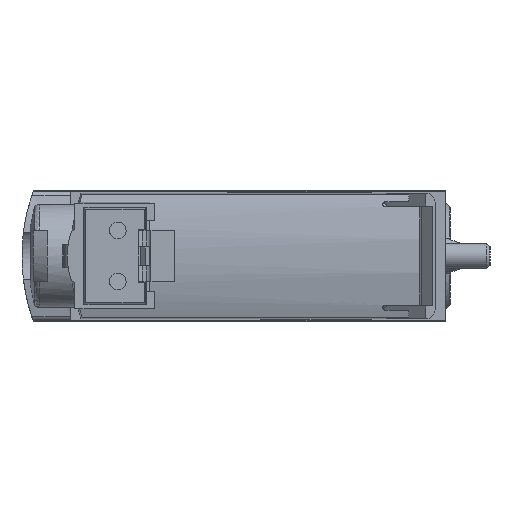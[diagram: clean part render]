
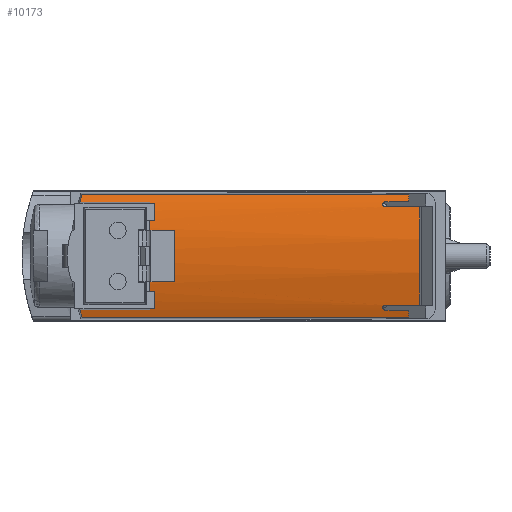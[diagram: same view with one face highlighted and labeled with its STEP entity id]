
A CAD part, left-side view. The second image highlights one B-rep face of the part: STEP entity #10173.
In plain terms, the highlighted cylindrical face has radius 15 mm (diameter 30 mm), a partial arc.
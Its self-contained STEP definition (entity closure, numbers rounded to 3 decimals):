
#724=CIRCLE('',#13081,15.);
#1294=LINE('',#18135,#2310);
#1295=LINE('',#18140,#2311);
#1296=LINE('',#18144,#2312);
#1297=LINE('',#18151,#2313);
#1298=LINE('',#18155,#2314);
#1299=LINE('',#18163,#2315);
#1300=LINE('',#18167,#2316);
#1301=LINE('',#18175,#2317);
#1302=LINE('',#18179,#2318);
#1303=LINE('',#18186,#2319);
#2310=VECTOR('',#15064,1000.);
#2311=VECTOR('',#15067,1000.);
#2312=VECTOR('',#15070,1000.);
#2313=VECTOR('',#15071,1000.);
#2314=VECTOR('',#15074,1000.);
#2315=VECTOR('',#15075,1000.);
#2316=VECTOR('',#15078,1000.);
#2317=VECTOR('',#15079,1000.);
#2318=VECTOR('',#15082,1000.);
#2319=VECTOR('',#15083,1000.);
#2876=B_SPLINE_CURVE_WITH_KNOTS('',3,(#18146,#18147,#18148,#18149),
 .UNSPECIFIED.,.F.,.F.,(4,4),(0.009,0.01),
 .UNSPECIFIED.);
#2877=B_SPLINE_CURVE_WITH_KNOTS('',3,(#18157,#18158,#18159,#18160,#18161),
 .UNSPECIFIED.,.F.,.F.,(4,1,4),(0.,0.,0.001),
 .UNSPECIFIED.);
#2878=B_SPLINE_CURVE_WITH_KNOTS('',3,(#18169,#18170,#18171,#18172,#18173),
 .UNSPECIFIED.,.F.,.F.,(4,1,4),(0.,0.,0.001),
 .UNSPECIFIED.);
#2879=B_SPLINE_CURVE_WITH_KNOTS('',3,(#18181,#18182,#18183,#18184),
 .UNSPECIFIED.,.F.,.F.,(4,4),(0.,0.001),
 .UNSPECIFIED.);
#4367=ORIENTED_EDGE('',*,*,#6569,.F.);
#4368=ORIENTED_EDGE('',*,*,#6570,.F.);
#4369=ORIENTED_EDGE('',*,*,#6571,.F.);
#4370=ORIENTED_EDGE('',*,*,#6572,.T.);
#4371=ORIENTED_EDGE('',*,*,#6573,.T.);
#4372=ORIENTED_EDGE('',*,*,#6574,.T.);
#4373=ORIENTED_EDGE('',*,*,#6575,.T.);
#4374=ORIENTED_EDGE('',*,*,#6576,.T.);
#4375=ORIENTED_EDGE('',*,*,#6577,.F.);
#4376=ORIENTED_EDGE('',*,*,#6578,.F.);
#4377=ORIENTED_EDGE('',*,*,#6579,.F.);
#4378=ORIENTED_EDGE('',*,*,#6580,.F.);
#4379=ORIENTED_EDGE('',*,*,#6581,.F.);
#4380=ORIENTED_EDGE('',*,*,#6582,.F.);
#4381=ORIENTED_EDGE('',*,*,#6583,.F.);
#4382=ORIENTED_EDGE('',*,*,#6584,.F.);
#4383=ORIENTED_EDGE('',*,*,#6585,.F.);
#4384=ORIENTED_EDGE('',*,*,#6586,.T.);
#4385=ORIENTED_EDGE('',*,*,#6587,.T.);
#4386=ORIENTED_EDGE('',*,*,#6588,.T.);
#6569=EDGE_CURVE('',#7799,#7800,#1294,.F.);
#6570=EDGE_CURVE('',#7801,#7799,#724,.T.);
#6571=EDGE_CURVE('',#7802,#7801,#1295,.T.);
#6572=EDGE_CURVE('',#7802,#7803,#8272,.F.);
#6573=EDGE_CURVE('',#7803,#7804,#1296,.F.);
#6574=EDGE_CURVE('',#7804,#7805,#2876,.T.);
#6575=EDGE_CURVE('',#7805,#7806,#1297,.T.);
#6576=EDGE_CURVE('',#7806,#7807,#8273,.F.);
#6577=EDGE_CURVE('',#7808,#7807,#1298,.T.);
#6578=EDGE_CURVE('',#7809,#7808,#2877,.T.);
#6579=EDGE_CURVE('',#7810,#7809,#1299,.F.);
#6580=EDGE_CURVE('',#7811,#7810,#8274,.F.);
#6581=EDGE_CURVE('',#7812,#7811,#1300,.T.);
#6582=EDGE_CURVE('',#7813,#7812,#2878,.T.);
#6583=EDGE_CURVE('',#7814,#7813,#1301,.F.);
#6584=EDGE_CURVE('',#7815,#7814,#8275,.F.);
#6585=EDGE_CURVE('',#7816,#7815,#1302,.T.);
#6586=EDGE_CURVE('',#7816,#7817,#2879,.T.);
#6587=EDGE_CURVE('',#7817,#7818,#1303,.T.);
#6588=EDGE_CURVE('',#7818,#7800,#8276,.F.);
#7799=VERTEX_POINT('',#18136);
#7800=VERTEX_POINT('',#18137);
#7801=VERTEX_POINT('',#18139);
#7802=VERTEX_POINT('',#18141);
#7803=VERTEX_POINT('',#18143);
#7804=VERTEX_POINT('',#18145);
#7805=VERTEX_POINT('',#18150);
#7806=VERTEX_POINT('',#18152);
#7807=VERTEX_POINT('',#18154);
#7808=VERTEX_POINT('',#18156);
#7809=VERTEX_POINT('',#18162);
#7810=VERTEX_POINT('',#18164);
#7811=VERTEX_POINT('',#18166);
#7812=VERTEX_POINT('',#18168);
#7813=VERTEX_POINT('',#18174);
#7814=VERTEX_POINT('',#18176);
#7815=VERTEX_POINT('',#18178);
#7816=VERTEX_POINT('',#18180);
#7817=VERTEX_POINT('',#18185);
#7818=VERTEX_POINT('',#18187);
#8272=ELLIPSE('',#13082,15.002,15.);
#8273=ELLIPSE('',#13083,15.002,15.);
#8274=ELLIPSE('',#13084,15.009,15.);
#8275=ELLIPSE('',#13085,15.002,15.);
#8276=ELLIPSE('',#13086,15.002,15.);
#8727=EDGE_LOOP('',(#4367,#4368,#4369,#4370,#4371,#4372,#4373,#4374,#4375,
#4376,#4377,#4378,#4379,#4380,#4381,#4382,#4383,#4384,#4385,#4386));
#9439=FACE_BOUND('',#8727,.T.);
#9797=CYLINDRICAL_SURFACE('',#13080,15.);
#10173=ADVANCED_FACE('',(#9439),#9797,.T.);
#13080=AXIS2_PLACEMENT_3D('',#18134,#15062,#15063);
#13081=AXIS2_PLACEMENT_3D('',#18138,#15065,#15066);
#13082=AXIS2_PLACEMENT_3D('',#18142,#15068,#15069);
#13083=AXIS2_PLACEMENT_3D('',#18153,#15072,#15073);
#13084=AXIS2_PLACEMENT_3D('',#18165,#15076,#15077);
#13085=AXIS2_PLACEMENT_3D('',#18177,#15080,#15081);
#13086=AXIS2_PLACEMENT_3D('',#18188,#15084,#15085);
#15062=DIRECTION('',(0.,-1.,0.));
#15063=DIRECTION('',(0.,0.,-1.));
#15064=DIRECTION('',(0.,-1.,0.));
#15065=DIRECTION('',(0.,1.,0.));
#15066=DIRECTION('',(0.,0.,1.));
#15067=DIRECTION('',(0.,-1.,0.));
#15068=DIRECTION('',(-0.017,1.,0.));
#15069=DIRECTION('',(-1.,-0.017,0.));
#15070=DIRECTION('',(0.,-1.,0.));
#15071=DIRECTION('',(0.,-1.,0.));
#15072=DIRECTION('',(-0.017,-1.,0.));
#15073=DIRECTION('',(1.,-0.017,0.));
#15074=DIRECTION('',(0.,-1.,0.));
#15075=DIRECTION('',(0.,-1.,0.));
#15076=DIRECTION('',(-0.035,0.999,0.));
#15077=DIRECTION('',(-0.999,-0.035,0.));
#15078=DIRECTION('',(0.,-1.,0.));
#15079=DIRECTION('',(0.,-1.,0.));
#15080=DIRECTION('',(0.017,1.,0.));
#15081=DIRECTION('',(1.,-0.017,0.));
#15082=DIRECTION('',(0.,-1.,0.));
#15083=DIRECTION('',(0.,-1.,0.));
#15084=DIRECTION('',(-0.017,1.,0.));
#15085=DIRECTION('',(-1.,-0.017,0.));
#18134=CARTESIAN_POINT('',(-15.,30.,0.));
#18135=CARTESIAN_POINT('',(-0.075,30.,-1.5));
#18136=CARTESIAN_POINT('',(-0.075,20.604,-1.5));
#18137=CARTESIAN_POINT('',(-0.075,21.106,-1.5));
#18138=CARTESIAN_POINT('',(-15.,20.604,0.));
#18139=CARTESIAN_POINT('',(-0.075,20.604,1.5));
#18140=CARTESIAN_POINT('',(-0.075,30.,1.5));
#18141=CARTESIAN_POINT('',(-0.075,21.106,1.5));
#18142=CARTESIAN_POINT('',(-15.,20.845,0.));
#18143=CARTESIAN_POINT('',(-0.603,21.096,4.21));
#18144=CARTESIAN_POINT('',(-0.603,30.,4.21));
#18145=CARTESIAN_POINT('',(-0.603,26.584,4.21));
#18146=CARTESIAN_POINT('',(-0.603,26.584,4.21));
#18147=CARTESIAN_POINT('',(-0.659,26.528,4.403));
#18148=CARTESIAN_POINT('',(-0.72,26.469,4.595));
#18149=CARTESIAN_POINT('',(-0.783,26.406,4.784));
#18150=CARTESIAN_POINT('',(-0.783,26.406,4.784));
#18151=CARTESIAN_POINT('',(-0.783,30.,4.784));
#18152=CARTESIAN_POINT('',(-0.783,0.864,4.784));
#18153=CARTESIAN_POINT('',(-15.,1.112,0.));
#18154=CARTESIAN_POINT('',(-0.609,0.861,4.23));
#18155=CARTESIAN_POINT('',(-0.609,30.,4.23));
#18156=CARTESIAN_POINT('',(-0.609,2.722,4.23));
#18157=CARTESIAN_POINT('',(-0.503,2.722,3.851));
#18158=CARTESIAN_POINT('',(-0.503,2.824,3.851));
#18159=CARTESIAN_POINT('',(-0.553,2.999,4.041));
#18160=CARTESIAN_POINT('',(-0.609,2.824,4.23));
#18161=CARTESIAN_POINT('',(-0.609,2.722,4.23));
#18162=CARTESIAN_POINT('',(-0.503,2.722,3.851));
#18163=CARTESIAN_POINT('',(-0.503,30.,3.851));
#18164=CARTESIAN_POINT('',(-0.503,-0.018,3.851));
#18165=CARTESIAN_POINT('',(-15.,-0.524,0.));
#18166=CARTESIAN_POINT('',(-0.503,-0.018,-3.851));
#18167=CARTESIAN_POINT('',(-0.503,30.,-3.851));
#18168=CARTESIAN_POINT('',(-0.503,2.722,-3.851));
#18169=CARTESIAN_POINT('',(-0.609,2.722,-4.23));
#18170=CARTESIAN_POINT('',(-0.609,2.824,-4.23));
#18171=CARTESIAN_POINT('',(-0.553,2.999,-4.041));
#18172=CARTESIAN_POINT('',(-0.503,2.824,-3.851));
#18173=CARTESIAN_POINT('',(-0.503,2.722,-3.851));
#18174=CARTESIAN_POINT('',(-0.609,2.722,-4.23));
#18175=CARTESIAN_POINT('',(-0.609,30.,-4.23));
#18176=CARTESIAN_POINT('',(-0.609,0.861,-4.23));
#18177=CARTESIAN_POINT('',(-15.,1.112,0.));
#18178=CARTESIAN_POINT('',(-0.783,0.864,-4.784));
#18179=CARTESIAN_POINT('',(-0.783,30.,-4.784));
#18180=CARTESIAN_POINT('',(-0.783,26.406,-4.784));
#18181=CARTESIAN_POINT('',(-0.783,26.406,-4.784));
#18182=CARTESIAN_POINT('',(-0.719,26.469,-4.594));
#18183=CARTESIAN_POINT('',(-0.659,26.528,-4.403));
#18184=CARTESIAN_POINT('',(-0.603,26.584,-4.21));
#18185=CARTESIAN_POINT('',(-0.603,26.584,-4.21));
#18186=CARTESIAN_POINT('',(-0.603,30.,-4.21));
#18187=CARTESIAN_POINT('',(-0.603,21.096,-4.21));
#18188=CARTESIAN_POINT('',(-15.,20.845,0.));
